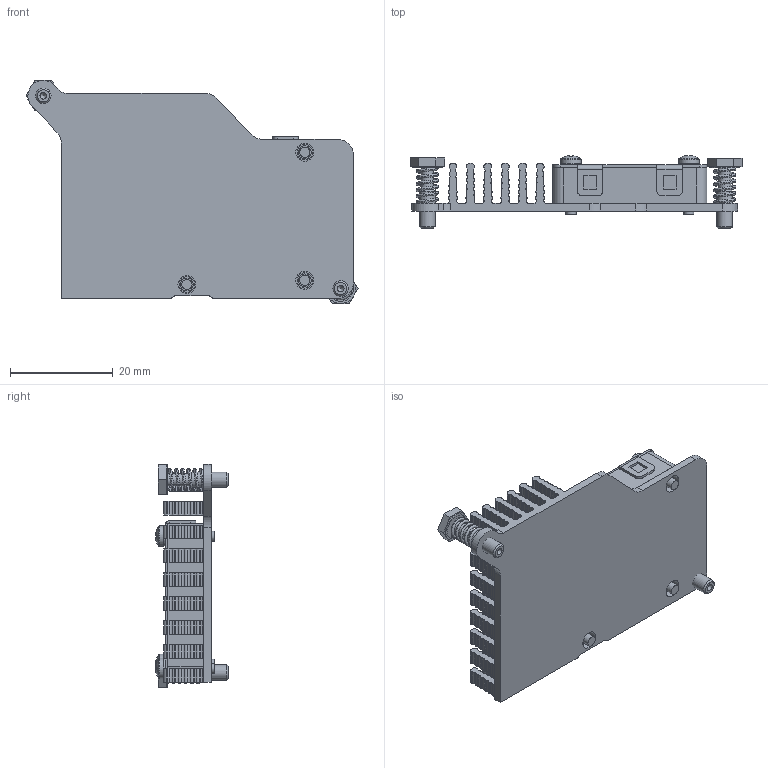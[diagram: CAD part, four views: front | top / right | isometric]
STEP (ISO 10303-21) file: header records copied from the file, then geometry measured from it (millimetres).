
FILE_DESCRIPTION(/* description */ ('STEP AP214'),/* implementation_level */ '2;1');
FILE_NAME(/* name */ 'heatsink.step',/* time_stamp */ '2024-09-27T14:17:33+02:00',/* author */ (''),/* organization */ (''),/* preprocessor_version */ 'ST-DEVELOPER v20',/* originating_system */ 'Autodesk Translation Framework v13.20.0.188',/* authorisation */ '');
FILE_SCHEMA (('AUTOMOTIVE_DESIGN { 1 0 10303 214 3 1 1 }'));
Products named in the file (11): Heatsink+fan RPi-5; Heatsink-fan-base_RPi5; final_assembly; RotorBlades; MotorHouse; fan cover; Spring-bolt_M2,5; Bolt_M3 PF; Spring_M2,5 U; pan head cross recess screw_din_DIN EN ISO 7045 - M2 x 10 - Z - 10N; plain washer small grade a_din_Washer DIN 433 - 2
Assembly tree (15 placements, depth 3):
  Heatsink+fan RPi-5
    Heatsink-fan-base_RPi5
    final_assembly
      RotorBlades
      MotorHouse
    fan cover
    Spring-bolt_M2,5  x2
      Bolt_M3 PF
      Spring_M2,5 U
    pan head cross recess screw_din_DIN EN ISO 7045 - M2 x 10 - Z - 10N  x3
    plain washer small grade a_din_Washer DIN 433 - 2  x3
Bounding box: 64.75 x 14.22 x 43.52 mm (x, y, z)
Volume: 7820.4 mm3; surface area: 15775.6 mm2
Topology: 14 solids, 14 shells, 3536 faces, 10164 edges, 6690 vertices
Faces by surface type: plane 1811, cylinder 1519, bspline 149, cone 33, torus 21, sphere 3
Full cylindrical faces by diameter (mm): 1.6 x1, 2 x6, 2.39 x2, 2.5 x3, 2.6 x2, 3 x5, 3.5 x3, 4 x6, 5 x2, 5.85 x2, 13.4 x1, 16 x1, 25 x1, 28.6 x1
Entity records: 124433 total; most frequent: CARTESIAN_POINT 31654, ORIENTED_EDGE 19882, DIRECTION 19439, EDGE_CURVE 9941, VERTEX_POINT 6552, AXIS2_PLACEMENT_3D 6504, LINE 6431, VECTOR 6431
